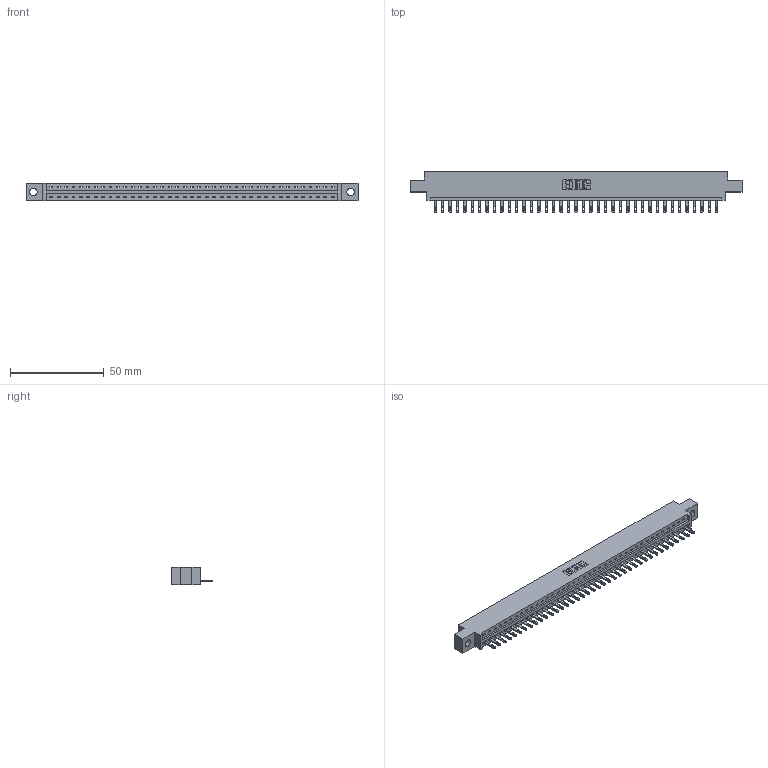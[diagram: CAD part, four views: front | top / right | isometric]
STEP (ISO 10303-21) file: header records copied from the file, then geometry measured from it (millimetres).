
FILE_DESCRIPTION (( 'STEP AP203' ), '1' );
FILE_NAME ('337-039-500-604.STEP', '2018-08-08T06:33:29', ( '' ), ( '' ), 'SwSTEP 2.0', 'SolidWorks 2016', '' );
FILE_SCHEMA (( 'CONFIG_CONTROL_DESIGN' ));
Length unit declared in the file: inch
Products named in the file (3): 337 Part_0.170 Offset - 0.156 Dia-TH; 345-292-001_345-293-100; 337-039-500-604
Assembly tree (40 placements, depth 2):
  337-039-500-604
    337 Part_0.170 Offset - 0.156 Dia-TH
    345-292-001_345-293-100  x39
Bounding box: 177.55 x 21.85 x 9.4 mm (x, y, z)
Volume: 18234.2 mm3; surface area: 18808.4 mm2
Topology: 40 solids, 40 shells, 2380 faces, 7343 edges, 4894 vertices
Faces by surface type: plane 1634, cylinder 746
Entity records: 29443 total; most frequent: CARTESIAN_POINT 5135, ORIENTED_EDGE 5110, DIRECTION 4329, EDGE_CURVE 2555, VECTOR 2423, LINE 2423, VERTEX_POINT 1702, AXIS2_PLACEMENT_3D 953
